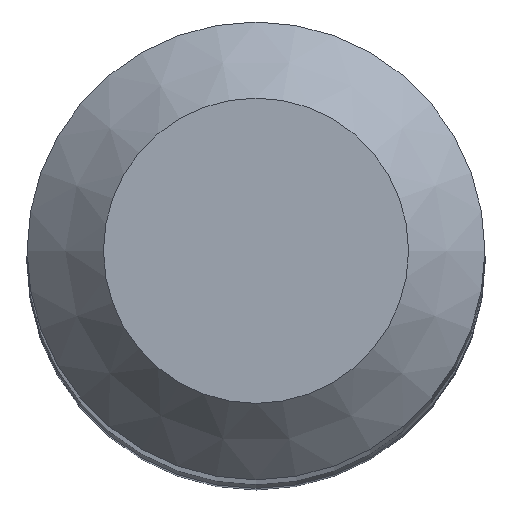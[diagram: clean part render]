
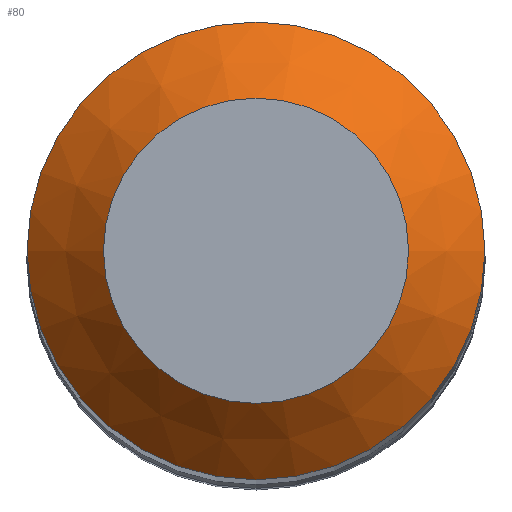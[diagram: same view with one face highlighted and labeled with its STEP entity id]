
A CAD part, top view. The second image highlights one B-rep face of the part: STEP entity #80.
In plain terms, the highlighted conical face has half-angle 45 degrees and reference radius 2 mm.
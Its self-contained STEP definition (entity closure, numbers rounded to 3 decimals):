
#49=CONICAL_SURFACE('',#333,2.,45.);
#64=FACE_BOUND('',#108,.T.);
#65=FACE_BOUND('',#109,.T.);
#80=ADVANCED_FACE('',(#64,#65),#49,.T.);
#108=EDGE_LOOP('',(#132));
#109=EDGE_LOOP('',(#133));
#132=ORIENTED_EDGE('',*,*,#161,.F.);
#133=ORIENTED_EDGE('',*,*,#154,.T.);
#142=VERTEX_POINT('',#448);
#149=VERTEX_POINT('',#469);
#154=EDGE_CURVE('',#142,#142,#166,.T.);
#161=EDGE_CURVE('',#149,#149,#173,.T.);
#166=CIRCLE('',#317,2.);
#173=CIRCLE('',#331,3.);
#317=AXIS2_PLACEMENT_3D('',#447,#364,#365);
#331=AXIS2_PLACEMENT_3D('',#468,#392,#393);
#333=AXIS2_PLACEMENT_3D('',#471,#396,#397);
#364=DIRECTION('',(0.,0.,-1.));
#365=DIRECTION('',(-1.,0.,0.));
#392=DIRECTION('',(0.,0.,-1.));
#393=DIRECTION('',(-1.,0.,0.));
#396=DIRECTION('',(0.,0.,-1.));
#397=DIRECTION('',(-1.,0.,0.));
#447=CARTESIAN_POINT('',(0.,0.,0.));
#448=CARTESIAN_POINT('',(-2.,0.,0.));
#468=CARTESIAN_POINT('',(0.,0.,-1.));
#469=CARTESIAN_POINT('',(-3.,0.,-1.));
#471=CARTESIAN_POINT('',(0.,0.,0.));
